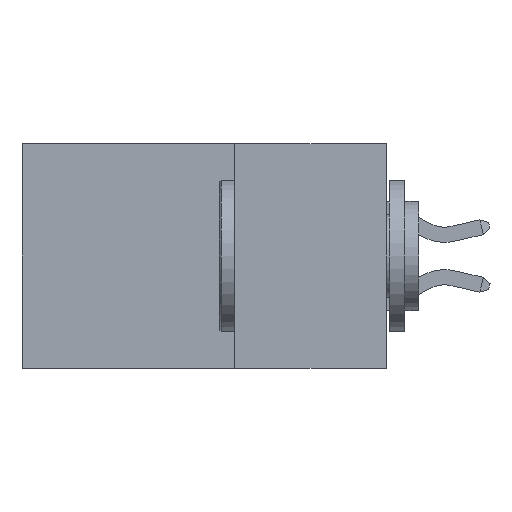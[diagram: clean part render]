
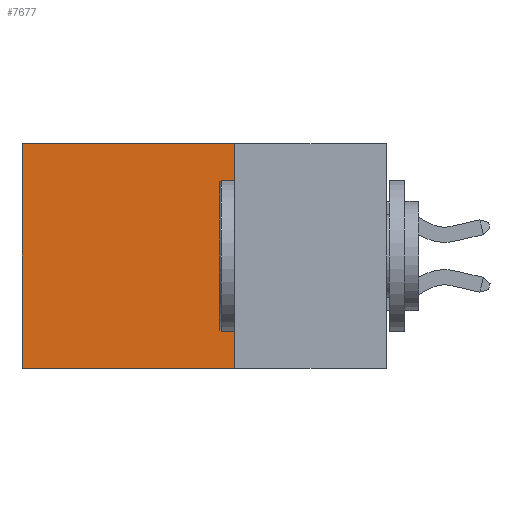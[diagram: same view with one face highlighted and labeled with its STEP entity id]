
A CAD part, left-side view. The second image highlights one B-rep face of the part: STEP entity #7677.
In plain terms, the highlighted planar face has unit normal (-1, 0, 0).
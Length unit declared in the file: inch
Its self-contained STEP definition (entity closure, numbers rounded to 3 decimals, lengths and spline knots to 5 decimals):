
#1148 = DIRECTION ( 'NONE',  ( 0., 0., -1. ) ) ;
#1430 = LINE ( 'NONE', #17406, #9924 ) ;
#1513 = EDGE_LOOP ( 'NONE', ( #11232, #14502, #15812, #1855 ) ) ;
#1855 = ORIENTED_EDGE ( 'NONE', *, *, #15477, .T. ) ;
#2090 = CARTESIAN_POINT ( 'NONE',  ( 0.298, 0.6, -0.37 ) ) ;
#2105 = VERTEX_POINT ( 'NONE', #2090 ) ;
#2625 = CARTESIAN_POINT ( 'NONE',  ( 0.298, 0.25, 0. ) ) ;
#3206 = LINE ( 'NONE', #13933, #4782 ) ;
#4038 = VERTEX_POINT ( 'NONE', #11711 ) ;
#4782 = VECTOR ( 'NONE', #10591, 39.37008 ) ;
#4970 = AXIS2_PLACEMENT_3D ( 'NONE', #19397, #16262, #6115 ) ;
#5870 = EDGE_CURVE ( 'NONE', #4038, #2105, #1430, .T. ) ;
#5976 = VECTOR ( 'NONE', #1148, 39.37008 ) ;
#6115 = DIRECTION ( 'NONE',  ( 0., 0., -1. ) ) ;
#7058 = LINE ( 'NONE', #10909, #13732 ) ;
#7677 = ADVANCED_FACE ( 'NONE', ( #16145 ), #9481, .F. ) ;
#9481 = PLANE ( 'NONE',  #4970 ) ;
#9924 = VECTOR ( 'NONE', #14132, 39.37008 ) ;
#10591 = DIRECTION ( 'NONE',  ( 0., 1., 0. ) ) ;
#10909 = CARTESIAN_POINT ( 'NONE',  ( 0.298, 0.6, 0. ) ) ;
#11232 = ORIENTED_EDGE ( 'NONE', *, *, #20631, .T. ) ;
#11711 = CARTESIAN_POINT ( 'NONE',  ( 0.298, 0.25, -0.37 ) ) ;
#13732 = VECTOR ( 'NONE', #20652, 39.37008 ) ;
#13933 = CARTESIAN_POINT ( 'NONE',  ( 0.298, 0.25, 0. ) ) ;
#14132 = DIRECTION ( 'NONE',  ( 0., 1., 0. ) ) ;
#14502 = ORIENTED_EDGE ( 'NONE', *, *, #5870, .F. ) ;
#15477 = EDGE_CURVE ( 'NONE', #21247, #16226, #3206, .T. ) ;
#15812 = ORIENTED_EDGE ( 'NONE', *, *, #21221, .F. ) ;
#16145 = FACE_OUTER_BOUND ( 'NONE', #1513, .T. ) ;
#16226 = VERTEX_POINT ( 'NONE', #16893 ) ;
#16262 = DIRECTION ( 'NONE',  ( 1., 0., 0. ) ) ;
#16893 = CARTESIAN_POINT ( 'NONE',  ( 0.298, 0.6, 0. ) ) ;
#17406 = CARTESIAN_POINT ( 'NONE',  ( 0.298, 0.25, -0.37 ) ) ;
#19397 = CARTESIAN_POINT ( 'NONE',  ( 0.298, 0.25, 0. ) ) ;
#19950 = LINE ( 'NONE', #2625, #5976 ) ;
#20631 = EDGE_CURVE ( 'NONE', #16226, #2105, #7058, .T. ) ;
#20652 = DIRECTION ( 'NONE',  ( 0., 0., -1. ) ) ;
#21221 = EDGE_CURVE ( 'NONE', #21247, #4038, #19950, .T. ) ;
#21247 = VERTEX_POINT ( 'NONE', #21674 ) ;
#21674 = CARTESIAN_POINT ( 'NONE',  ( 0.298, 0.25, 0. ) ) ;
